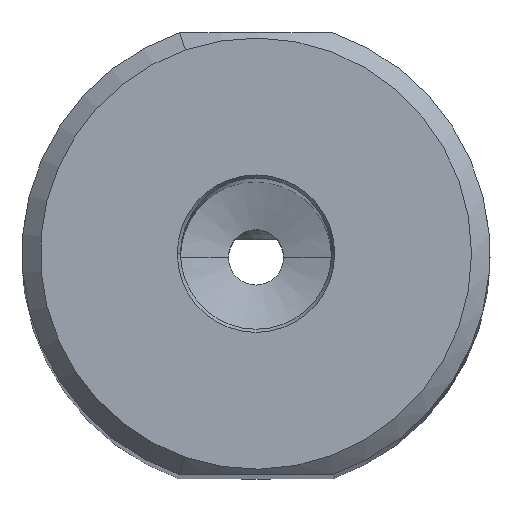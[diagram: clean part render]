
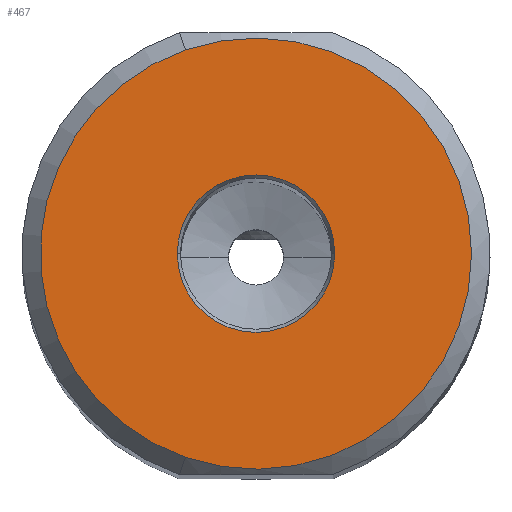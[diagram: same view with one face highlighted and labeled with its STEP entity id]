
A CAD part, top view. The second image highlights one B-rep face of the part: STEP entity #467.
In plain terms, the highlighted planar face has unit normal (0, 0, 1).
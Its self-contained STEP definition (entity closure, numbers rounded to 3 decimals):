
#467=ADVANCED_FACE('',(#573,#574),#529,.T.);
#529=PLANE('',#1688);
#573=FACE_BOUND('',#623,.T.);
#574=FACE_BOUND('',#624,.T.);
#623=EDGE_LOOP('',(#848,#849));
#624=EDGE_LOOP('',(#850,#851));
#848=ORIENTED_EDGE('',*,*,#1320,.T.);
#849=ORIENTED_EDGE('',*,*,#1318,.F.);
#850=ORIENTED_EDGE('',*,*,#1321,.T.);
#851=ORIENTED_EDGE('',*,*,#1322,.T.);
#1159=VERTEX_POINT('',#2978);
#1160=VERTEX_POINT('',#2980);
#1161=VERTEX_POINT('',#2986);
#1162=VERTEX_POINT('',#2987);
#1318=EDGE_CURVE('',#1159,#1160,#1479,.T.);
#1320=EDGE_CURVE('',#1159,#1160,#1480,.T.);
#1321=EDGE_CURVE('',#1161,#1162,#1481,.T.);
#1322=EDGE_CURVE('',#1162,#1161,#1482,.T.);
#1479=CIRCLE('',#1682,11.7);
#1480=CIRCLE('',#1684,11.7);
#1481=CIRCLE('',#1686,4.273);
#1482=CIRCLE('',#1687,4.273);
#1682=AXIS2_PLACEMENT_3D('',#2979,#1984,#1985);
#1684=AXIS2_PLACEMENT_3D('',#2983,#1989,#1990);
#1686=AXIS2_PLACEMENT_3D('',#2985,#1993,#1994);
#1687=AXIS2_PLACEMENT_3D('',#2988,#1995,#1996);
#1688=AXIS2_PLACEMENT_3D('',#2989,#1997,#1998);
#1984=DIRECTION('',(0.,0.,-1.));
#1985=DIRECTION('',(-0.327,0.945,0.));
#1989=DIRECTION('',(0.,0.,1.));
#1990=DIRECTION('',(-0.327,0.945,0.));
#1993=DIRECTION('',(0.,0.,-1.));
#1994=DIRECTION('',(-1.,0.,0.));
#1995=DIRECTION('',(0.,0.,-1.));
#1996=DIRECTION('',(1.,0.,0.));
#1997=DIRECTION('',(0.,0.,1.));
#1998=DIRECTION('',(1.,0.,0.));
#2978=CARTESIAN_POINT('',(-3.831,11.055,0.));
#2979=CARTESIAN_POINT('',(0.,0.,0.));
#2980=CARTESIAN_POINT('',(-3.831,-11.055,0.));
#2983=CARTESIAN_POINT('',(0.,0.,0.));
#2985=CARTESIAN_POINT('',(0.,0.,0.));
#2986=CARTESIAN_POINT('',(-4.273,0.,0.));
#2987=CARTESIAN_POINT('',(4.273,0.,0.));
#2988=CARTESIAN_POINT('',(0.,0.,0.));
#2989=CARTESIAN_POINT('',(0.,0.,0.));
